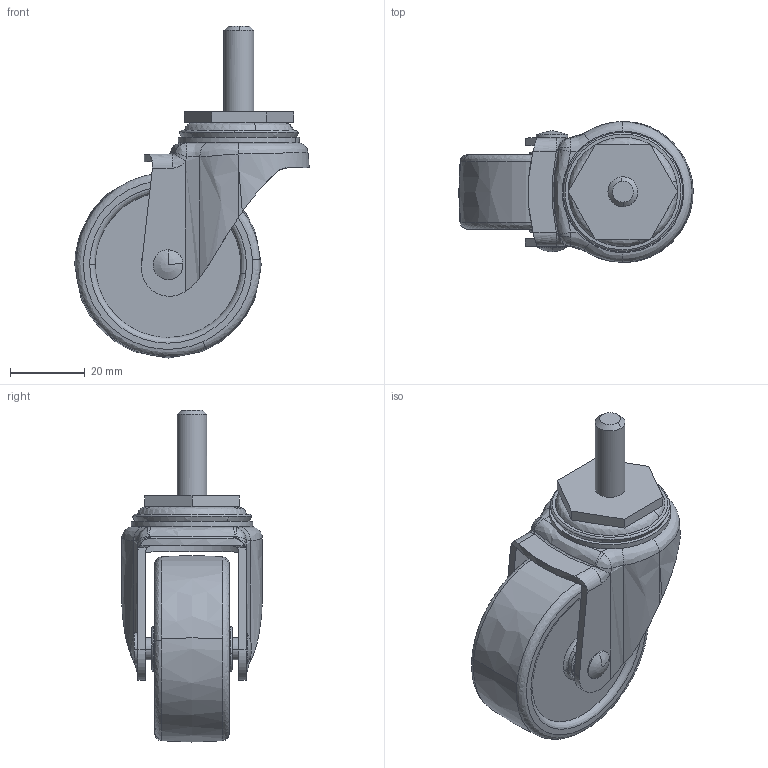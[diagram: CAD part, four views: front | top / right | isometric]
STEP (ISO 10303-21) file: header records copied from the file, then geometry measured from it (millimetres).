
FILE_DESCRIPTION((''),'2;1');
FILE_NAME('','2005-12-15T16:41:03',(''),(''),'','CADfix','');
FILE_SCHEMA(('AUTOMOTIVE_DESIGN'));
Length unit declared in the file: millimetre
Products named in the file (5): wheel; main shaft; body; axle; No_303T_23335_36
Assembly tree (4 placements, depth 2):
  No_303T_23335_36
    wheel
    main shaft
    body
    axle
Bounding box: 62.85 x 37.7 x 89 mm (x, y, z)
Volume: 49058.8 mm3; surface area: 18667.8 mm2
Topology: 5 solids, 5 shells, 182 faces, 541 edges, 380 vertices
Faces by surface type: bspline 182
Entity records: 8168 total; most frequent: CARTESIAN_POINT 5191, ORIENTED_EDGE 1074, EDGE_CURVE 537, VERTEX_POINT 380, EDGE_LOOP 205, FACE_OUTER_BOUND 181, ADVANCED_FACE 181, QUASI_UNIFORM_CURVE 133
